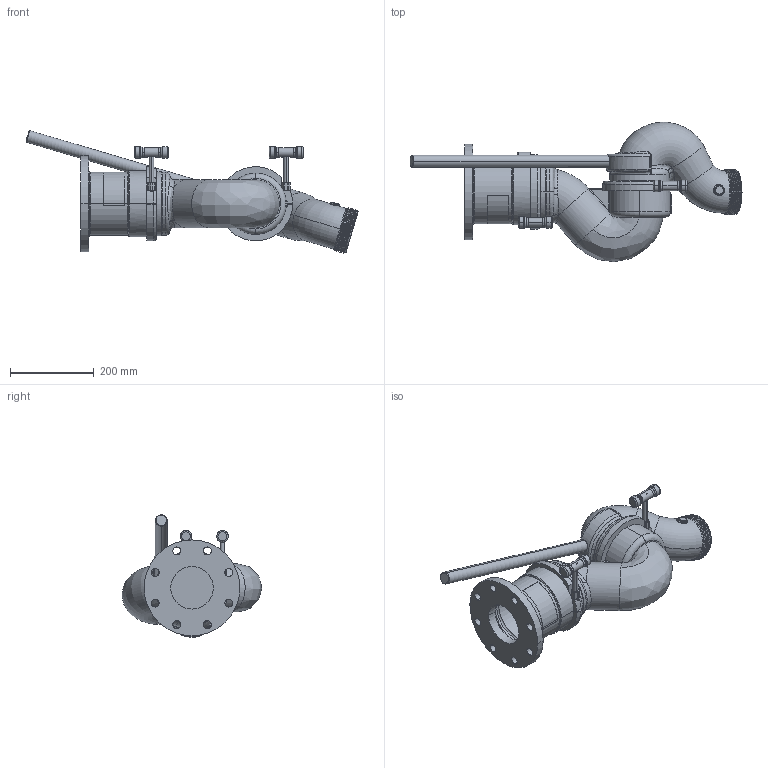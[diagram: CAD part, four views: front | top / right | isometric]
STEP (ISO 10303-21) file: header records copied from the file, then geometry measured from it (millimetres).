
FILE_DESCRIPTION (( 'STEP AP214' ), '1' );
FILE_NAME ('8394-121_Spit-FireDD.STEP', '2010-07-22T17:55:56', ( 'Rick' ), ( '' ), 'SwSTEP 2.0', 'SolidWorks 2010', '' );
FILE_SCHEMA (( 'AUTOMOTIVE_DESIGN' ));
Length unit declared in the file: inch
Products named in the file (13): Products.Monitors.8394-121 (Spit-Fire) Big Stick-8394-121 (Big Stick)17922001Body - Base (Inlet Vaned)30NULL; Products.Monitors.8394-121 (Spit-Fire) Big Stick-8394-121 (Big Stick)44452000Label-Serial Tag10NULL; Products.Monitors.8394-121 (Spit-Fire) Big Stick-8394-121 (Big Stick)81380001Inlet Body Sub-Assy30NULL; Users.Eric_Combs-INDUSTRIAL RAM36724001HANDLE-LOCK (ALM)10NULL; Products.Monitors.8394-121 (Spit-Fire) Big Stick-8394-121 (Big Stick)17923001Body - Outlet20NULL; Products.Monitors.8394-121 (Spit-Fire) Big Stick-8394-121 (Big Stick)47539005Lock-Nut 8294-1218394-13130NULL; Products.Monitors.8394-121 (Spit-Fire) Big Stick-8394-121 (Big Stick)8394-121Big Stick (Brass) Spit-Fire Monitor50NULL; Release-Details 60000 - 6499962812001Lock Stud20NULL; Products.Monitors.8394-121 (Spit-Fire) Big Stick-8394-121 (Big Stick)179500014in 150lb FF Flange10NULL; Products.Monitors.8394-121 (Spit-Fire) Big Stick-8394-121 (Big Stick)23579001Clamp-Lock (8394-121)30NULL; 8394-121_Spit-FireDD; Products.Monitors.8394-121 (Spit-Fire) Big Stick-8394-121 (Big Stick)36339001Handle - Monitor10NULL; Products.Monitors.8394-121 (Spit-Fire) Big Stick-8394-121 (Big Stick)81379001Outlet Body Sub-Assy20NULL
Assembly tree (16 placements, depth 4):
  8394-121_Spit-FireDD
    Products.Monitors.8394-121 (Spit-Fire) Big Stick-8394-121 (Big Stick)8394-121Big Stick (Brass) Spit-Fire Monitor50NULL
      Users.Eric_Combs-INDUSTRIAL RAM36724001HANDLE-LOCK (ALM)10NULL  x2
      Products.Monitors.8394-121 (Spit-Fire) Big Stick-8394-121 (Big Stick)44452000Label-Serial Tag10NULL
      Products.Monitors.8394-121 (Spit-Fire) Big Stick-8394-121 (Big Stick)47539005Lock-Nut 8294-1218394-13130NULL  x2
      Release-Details 60000 - 6499962812001Lock Stud20NULL  x2
      Products.Monitors.8394-121 (Spit-Fire) Big Stick-8394-121 (Big Stick)179500014in 150lb FF Flange10NULL
      Products.Monitors.8394-121 (Spit-Fire) Big Stick-8394-121 (Big Stick)81380001Inlet Body Sub-Assy30NULL
        Products.Monitors.8394-121 (Spit-Fire) Big Stick-8394-121 (Big Stick)17922001Body - Base (Inlet Vaned)30NULL
      Products.Monitors.8394-121 (Spit-Fire) Big Stick-8394-121 (Big Stick)23579001Clamp-Lock (8394-121)30NULL  x2
      Products.Monitors.8394-121 (Spit-Fire) Big Stick-8394-121 (Big Stick)81379001Outlet Body Sub-Assy20NULL
        Products.Monitors.8394-121 (Spit-Fire) Big Stick-8394-121 (Big Stick)17923001Body - Outlet20NULL
      Products.Monitors.8394-121 (Spit-Fire) Big Stick-8394-121 (Big Stick)36339001Handle - Monitor10NULL
Bounding box: 792.91 x 333.29 x 293 mm (x, y, z)
Volume: 6690740.4 mm3; surface area: 740386 mm2
Topology: 12 solids, 15 shells, 476 faces, 1183 edges, 743 vertices
Faces by surface type: cylinder 186, bspline 118, plane 86, cone 47, torus 39
Entity records: 32506 total; most frequent: CARTESIAN_POINT 20448, ORIENTED_EDGE 1820, DIRECTION 1409, EDGE_CURVE 915, AXIS2_PLACEMENT_3D 590, VERTEX_POINT 577, EDGE_LOOP 403, FACE_OUTER_BOUND 369
